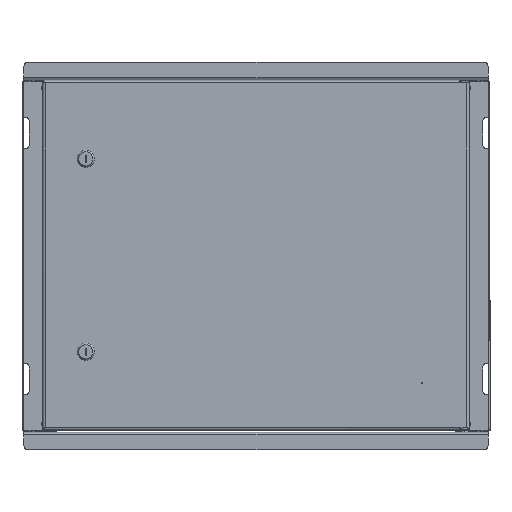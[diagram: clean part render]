
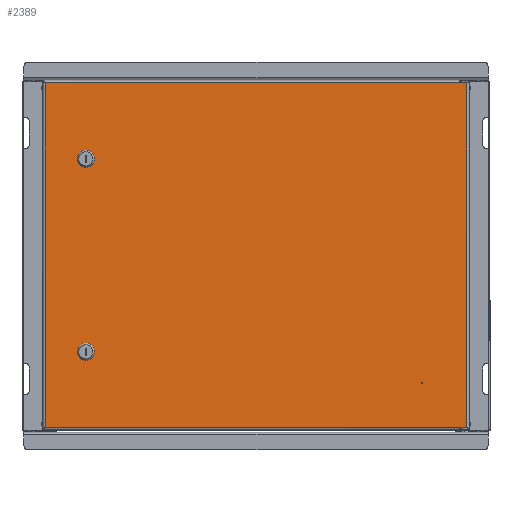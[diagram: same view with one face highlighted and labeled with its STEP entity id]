
A CAD part, top view. The second image highlights one B-rep face of the part: STEP entity #2389.
In plain terms, the highlighted planar face has unit normal (0, 0, 1).
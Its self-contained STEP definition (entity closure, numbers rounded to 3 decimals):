
#142 = AXIS2_PLACEMENT_3D ( 'NONE', #15912, #4032, #9481 ) ;
#241 = AXIS2_PLACEMENT_3D ( 'NONE', #1922, #7239, #710 ) ;
#268 = ORIENTED_EDGE ( 'NONE', *, *, #2027, .T. ) ;
#384 = VERTEX_POINT ( 'NONE', #14376 ) ;
#651 = ORIENTED_EDGE ( 'NONE', *, *, #8704, .T. ) ;
#680 = DIRECTION ( 'NONE',  ( 0., 1., 0. ) ) ;
#698 = VERTEX_POINT ( 'NONE', #7778 ) ;
#710 = DIRECTION ( 'NONE',  ( 1., 0., 0. ) ) ;
#714 = CARTESIAN_POINT ( 'NONE',  ( 268.9, 219.9, 0. ) ) ;
#723 = CARTESIAN_POINT ( 'NONE',  ( 0., 0., 0. ) ) ;
#759 = EDGE_CURVE ( 'NONE', #9144, #16253, #6584, .T. ) ;
#894 = FACE_BOUND ( 'NONE', #1077, .T. ) ;
#899 = CARTESIAN_POINT ( 'NONE',  ( -225.25, 118.29, 0. ) ) ;
#1077 = EDGE_LOOP ( 'NONE', ( #6736, #6560, #13408, #10081 ) ) ;
#1159 = CARTESIAN_POINT ( 'NONE',  ( 260., 219.9, 0. ) ) ;
#1207 = EDGE_CURVE ( 'NONE', #9830, #384, #12954, .T. ) ;
#1223 = ORIENTED_EDGE ( 'NONE', *, *, #10247, .T. ) ;
#1232 = DIRECTION ( 'NONE',  ( 0., 0., -1. ) ) ;
#1740 = VERTEX_POINT ( 'NONE', #6433 ) ;
#1772 = EDGE_LOOP ( 'NONE', ( #2849, #5794, #8263, #1223, #8394, #11148 ) ) ;
#1861 = EDGE_LOOP ( 'NONE', ( #17149, #11626 ) ) ;
#1873 = AXIS2_PLACEMENT_3D ( 'NONE', #723, #7513, #4735 ) ;
#1885 = VECTOR ( 'NONE', #2306, 1000. ) ;
#1922 = CARTESIAN_POINT ( 'NONE',  ( 212., -163., 0. ) ) ;
#1979 = LINE ( 'NONE', #7286, #4129 ) ;
#2023 = DIRECTION ( 'NONE',  ( 1., 0., 0. ) ) ;
#2027 = EDGE_CURVE ( 'NONE', #4757, #9144, #1979, .T. ) ;
#2306 = DIRECTION ( 'NONE',  ( 0., 1., 0. ) ) ;
#2389 = ADVANCED_FACE ( 'NONE', ( #10269, #894, #7323, #15485 ), #3426, .T. ) ;
#2555 = AXIS2_PLACEMENT_3D ( 'NONE', #9360, #9005, #14295 ) ;
#2713 = DIRECTION ( 'NONE',  ( 0., 1., 0. ) ) ;
#2747 = CIRCLE ( 'NONE', #241, 0.5 ) ;
#2849 = ORIENTED_EDGE ( 'NONE', *, *, #14011, .T. ) ;
#3153 = CARTESIAN_POINT ( 'NONE',  ( 268.9, -219.9, 0. ) ) ;
#3166 = DIRECTION ( 'NONE',  ( 1., 0., 0. ) ) ;
#3353 = CARTESIAN_POINT ( 'NONE',  ( -217., -123., 0. ) ) ;
#3404 = ORIENTED_EDGE ( 'NONE', *, *, #9762, .T. ) ;
#3426 = PLANE ( 'NONE',  #1873 ) ;
#3550 = AXIS2_PLACEMENT_3D ( 'NONE', #8110, #1232, #13234 ) ;
#3601 = CARTESIAN_POINT ( 'NONE',  ( -225.25, 127.71, 0. ) ) ;
#3715 = VERTEX_POINT ( 'NONE', #8910 ) ;
#3757 = CARTESIAN_POINT ( 'NONE',  ( -208.75, -118.29, 0. ) ) ;
#3943 = EDGE_CURVE ( 'NONE', #11205, #12378, #7375, .T. ) ;
#4032 = DIRECTION ( 'NONE',  ( 0., 0., 1. ) ) ;
#4129 = VECTOR ( 'NONE', #680, 1000. ) ;
#4243 = CARTESIAN_POINT ( 'NONE',  ( -268.9, -219.9, 0. ) ) ;
#4415 = VERTEX_POINT ( 'NONE', #9921 ) ;
#4520 = VERTEX_POINT ( 'NONE', #3153 ) ;
#4533 = VERTEX_POINT ( 'NONE', #714 ) ;
#4632 = CARTESIAN_POINT ( 'NONE',  ( -268.9, 221.788, 0. ) ) ;
#4735 = DIRECTION ( 'NONE',  ( 1., 0., 0. ) ) ;
#4757 = VERTEX_POINT ( 'NONE', #12079 ) ;
#4904 = DIRECTION ( 'NONE',  ( 0., 0., 1. ) ) ;
#5514 = DIRECTION ( 'NONE',  ( 0., -1., 0. ) ) ;
#5591 = LINE ( 'NONE', #13388, #14061 ) ;
#5611 = CARTESIAN_POINT ( 'NONE',  ( -225.25, -118.29, 0. ) ) ;
#5630 = CIRCLE ( 'NONE', #2555, 9.5 ) ;
#5794 = ORIENTED_EDGE ( 'NONE', *, *, #13148, .T. ) ;
#5798 = EDGE_LOOP ( 'NONE', ( #651, #3404, #268, #11234 ) ) ;
#6286 = CIRCLE ( 'NONE', #8485, 9.5 ) ;
#6433 = CARTESIAN_POINT ( 'NONE',  ( 260., -219.9, 0. ) ) ;
#6444 = EDGE_CURVE ( 'NONE', #1740, #4520, #7065, .T. ) ;
#6560 = ORIENTED_EDGE ( 'NONE', *, *, #11679, .F. ) ;
#6584 = CIRCLE ( 'NONE', #3550, 9.5 ) ;
#6705 = EDGE_CURVE ( 'NONE', #15954, #3715, #13452, .T. ) ;
#6736 = ORIENTED_EDGE ( 'NONE', *, *, #16463, .F. ) ;
#7065 = LINE ( 'NONE', #15051, #12603 ) ;
#7239 = DIRECTION ( 'NONE',  ( 0., 0., 1. ) ) ;
#7286 = CARTESIAN_POINT ( 'NONE',  ( -225.25, -118.29, 0. ) ) ;
#7323 = FACE_OUTER_BOUND ( 'NONE', #1772, .T. ) ;
#7375 = CIRCLE ( 'NONE', #142, 0.5 ) ;
#7414 = CARTESIAN_POINT ( 'NONE',  ( -208.75, -118.29, 0. ) ) ;
#7513 = DIRECTION ( 'NONE',  ( 0., 0., 1. ) ) ;
#7543 = CARTESIAN_POINT ( 'NONE',  ( -208.75, 118.29, 0. ) ) ;
#7778 = CARTESIAN_POINT ( 'NONE',  ( -208.75, 127.71, 0. ) ) ;
#8110 = CARTESIAN_POINT ( 'NONE',  ( -217., -123., 0. ) ) ;
#8263 = ORIENTED_EDGE ( 'NONE', *, *, #6444, .T. ) ;
#8311 = VECTOR ( 'NONE', #16881, 1000. ) ;
#8394 = ORIENTED_EDGE ( 'NONE', *, *, #8848, .T. ) ;
#8485 = AXIS2_PLACEMENT_3D ( 'NONE', #3353, #8641, #2023 ) ;
#8641 = DIRECTION ( 'NONE',  ( 0., 0., -1. ) ) ;
#8704 = EDGE_CURVE ( 'NONE', #16253, #4415, #12616, .T. ) ;
#8848 = EDGE_CURVE ( 'NONE', #4533, #15954, #13625, .T. ) ;
#8896 = CARTESIAN_POINT ( 'NONE',  ( -217., 123., 0. ) ) ;
#8910 = CARTESIAN_POINT ( 'NONE',  ( -268.9, 219.9, 0. ) ) ;
#9005 = DIRECTION ( 'NONE',  ( 0., 0., 1. ) ) ;
#9144 = VERTEX_POINT ( 'NONE', #5611 ) ;
#9360 = CARTESIAN_POINT ( 'NONE',  ( -217., 123., 0. ) ) ;
#9481 = DIRECTION ( 'NONE',  ( 1., 0., 0. ) ) ;
#9533 = CARTESIAN_POINT ( 'NONE',  ( 270.788, 219.9, 0. ) ) ;
#9724 = CARTESIAN_POINT ( 'NONE',  ( 270.788, 219.9, 0. ) ) ;
#9762 = EDGE_CURVE ( 'NONE', #4415, #4757, #6286, .T. ) ;
#9830 = VERTEX_POINT ( 'NONE', #899 ) ;
#9832 = EDGE_CURVE ( 'NONE', #14452, #9830, #12874, .T. ) ;
#9900 = VECTOR ( 'NONE', #10193, 1000. ) ;
#9921 = CARTESIAN_POINT ( 'NONE',  ( -208.75, -127.71, 0. ) ) ;
#10081 = ORIENTED_EDGE ( 'NONE', *, *, #9832, .F. ) ;
#10187 = DIRECTION ( 'NONE',  ( 1., 0., 0. ) ) ;
#10193 = DIRECTION ( 'NONE',  ( 0., -1., 0. ) ) ;
#10247 = EDGE_CURVE ( 'NONE', #4520, #4533, #5591, .T. ) ;
#10269 = FACE_BOUND ( 'NONE', #1861, .T. ) ;
#10983 = VECTOR ( 'NONE', #13833, 1000. ) ;
#11148 = ORIENTED_EDGE ( 'NONE', *, *, #6705, .T. ) ;
#11203 = LINE ( 'NONE', #4632, #16690 ) ;
#11205 = VERTEX_POINT ( 'NONE', #11335 ) ;
#11234 = ORIENTED_EDGE ( 'NONE', *, *, #759, .T. ) ;
#11335 = CARTESIAN_POINT ( 'NONE',  ( 211.5, -163., 0. ) ) ;
#11504 = VECTOR ( 'NONE', #14836, 1000. ) ;
#11626 = ORIENTED_EDGE ( 'NONE', *, *, #12297, .F. ) ;
#11679 = EDGE_CURVE ( 'NONE', #384, #698, #16929, .T. ) ;
#12079 = CARTESIAN_POINT ( 'NONE',  ( -225.25, -127.71, 0. ) ) ;
#12297 = EDGE_CURVE ( 'NONE', #12378, #11205, #2747, .T. ) ;
#12378 = VERTEX_POINT ( 'NONE', #16884 ) ;
#12603 = VECTOR ( 'NONE', #3166, 1000. ) ;
#12616 = LINE ( 'NONE', #7414, #10983 ) ;
#12874 = LINE ( 'NONE', #14344, #9900 ) ;
#12954 = CIRCLE ( 'NONE', #14616, 9.5 ) ;
#13029 = CARTESIAN_POINT ( 'NONE',  ( -270.788, -219.9, 0. ) ) ;
#13148 = EDGE_CURVE ( 'NONE', #16491, #1740, #13200, .T. ) ;
#13200 = LINE ( 'NONE', #13029, #8311 ) ;
#13234 = DIRECTION ( 'NONE',  ( 1., 0., 0. ) ) ;
#13388 = CARTESIAN_POINT ( 'NONE',  ( 268.9, -221.788, 0. ) ) ;
#13408 = ORIENTED_EDGE ( 'NONE', *, *, #1207, .F. ) ;
#13452 = LINE ( 'NONE', #9724, #13705 ) ;
#13625 = LINE ( 'NONE', #9533, #11504 ) ;
#13705 = VECTOR ( 'NONE', #15015, 1000. ) ;
#13833 = DIRECTION ( 'NONE',  ( 0., -1., 0. ) ) ;
#14011 = EDGE_CURVE ( 'NONE', #3715, #16491, #11203, .T. ) ;
#14061 = VECTOR ( 'NONE', #2713, 1000. ) ;
#14295 = DIRECTION ( 'NONE',  ( 1., 0., 0. ) ) ;
#14344 = CARTESIAN_POINT ( 'NONE',  ( -225.25, 118.29, 0. ) ) ;
#14376 = CARTESIAN_POINT ( 'NONE',  ( -208.75, 118.29, 0. ) ) ;
#14452 = VERTEX_POINT ( 'NONE', #3601 ) ;
#14616 = AXIS2_PLACEMENT_3D ( 'NONE', #8896, #4904, #10187 ) ;
#14836 = DIRECTION ( 'NONE',  ( -1., 0., 0. ) ) ;
#15015 = DIRECTION ( 'NONE',  ( -1., 0., 0. ) ) ;
#15051 = CARTESIAN_POINT ( 'NONE',  ( -270.788, -219.9, 0. ) ) ;
#15485 = FACE_BOUND ( 'NONE', #5798, .T. ) ;
#15912 = CARTESIAN_POINT ( 'NONE',  ( 212., -163., 0. ) ) ;
#15954 = VERTEX_POINT ( 'NONE', #1159 ) ;
#16253 = VERTEX_POINT ( 'NONE', #3757 ) ;
#16463 = EDGE_CURVE ( 'NONE', #698, #14452, #5630, .T. ) ;
#16491 = VERTEX_POINT ( 'NONE', #4243 ) ;
#16690 = VECTOR ( 'NONE', #5514, 1000. ) ;
#16881 = DIRECTION ( 'NONE',  ( 1., 0., 0. ) ) ;
#16884 = CARTESIAN_POINT ( 'NONE',  ( 212.5, -163., 0. ) ) ;
#16929 = LINE ( 'NONE', #7543, #1885 ) ;
#17149 = ORIENTED_EDGE ( 'NONE', *, *, #3943, .F. ) ;
